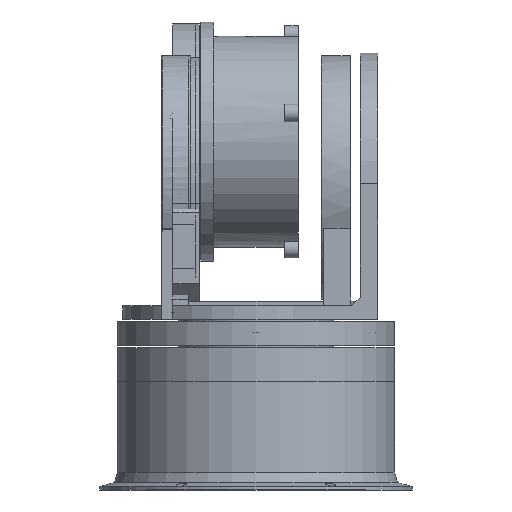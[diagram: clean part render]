
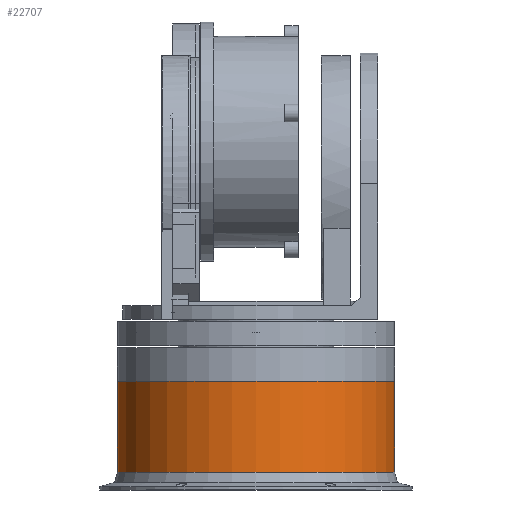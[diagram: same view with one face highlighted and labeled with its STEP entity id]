
A CAD part, front view. The second image highlights one B-rep face of the part: STEP entity #22707.
In plain terms, the highlighted cylindrical face has radius 62.5 mm (diameter 125 mm), a full revolution.
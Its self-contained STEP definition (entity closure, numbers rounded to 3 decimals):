
#19721 = VERTEX_POINT('',#19722);
#19722 = CARTESIAN_POINT('',(62.5,0.,-35.));
#19731 = CONICAL_SURFACE('',#19732,62.5,0.26);
#19732 = AXIS2_PLACEMENT_3D('',#19733,#19734,#19735);
#19733 = CARTESIAN_POINT('',(0.,0.,-35.));
#19734 = DIRECTION('',(-0.,0.,-1.));
#19735 = DIRECTION('',(1.,0.,0.));
#19750 = EDGE_CURVE('',#19721,#19721,#19751,.T.);
#19751 = SURFACE_CURVE('',#19752,(#19757,#19764),.PCURVE_S1.);
#19752 = CIRCLE('',#19753,62.5);
#19753 = AXIS2_PLACEMENT_3D('',#19754,#19755,#19756);
#19754 = CARTESIAN_POINT('',(0.,0.,-35.));
#19755 = DIRECTION('',(0.,0.,-1.));
#19756 = DIRECTION('',(1.,0.,0.));
#19757 = PCURVE('',#19731,#19758);
#19758 = DEFINITIONAL_REPRESENTATION('',(#19759),#19763);
#19759 = LINE('',#19760,#19761);
#19760 = CARTESIAN_POINT('',(0.,0.));
#19761 = VECTOR('',#19762,1.);
#19762 = DIRECTION('',(1.,0.));
#19763 = ( GEOMETRIC_REPRESENTATION_CONTEXT(2) 
PARAMETRIC_REPRESENTATION_CONTEXT() REPRESENTATION_CONTEXT('2D SPACE',''
  ) );
#19764 = PCURVE('',#19765,#19770);
#19765 = CYLINDRICAL_SURFACE('',#19766,62.5);
#19766 = AXIS2_PLACEMENT_3D('',#19767,#19768,#19769);
#19767 = CARTESIAN_POINT('',(0.,0.,0.));
#19768 = DIRECTION('',(-0.,-0.,-1.));
#19769 = DIRECTION('',(1.,0.,0.));
#19770 = DEFINITIONAL_REPRESENTATION('',(#19771),#19775);
#19771 = LINE('',#19772,#19773);
#19772 = CARTESIAN_POINT('',(-6.283,35.));
#19773 = VECTOR('',#19774,1.);
#19774 = DIRECTION('',(1.,-0.));
#19775 = ( GEOMETRIC_REPRESENTATION_CONTEXT(2) 
PARAMETRIC_REPRESENTATION_CONTEXT() REPRESENTATION_CONTEXT('2D SPACE',''
  ) );
#22707 = ADVANCED_FACE('',(#22708,#22761),#19765,.T.);
#22708 = FACE_BOUND('',#22709,.F.);
#22709 = EDGE_LOOP('',(#22710,#22732,#22759,#22760));
#22710 = ORIENTED_EDGE('',*,*,#22711,.F.);
#22711 = EDGE_CURVE('',#22712,#19721,#22714,.T.);
#22712 = VERTEX_POINT('',#22713);
#22713 = CARTESIAN_POINT('',(62.5,0.,6.));
#22714 = SEAM_CURVE('',#22715,(#22718,#22725),.PCURVE_S1.);
#22715 = B_SPLINE_CURVE_WITH_KNOTS('',1,(#22716,#22717),.UNSPECIFIED.,
  .F.,.F.,(2,2),(-6.,35.),.PIECEWISE_BEZIER_KNOTS.);
#22716 = CARTESIAN_POINT('',(62.5,0.,6.));
#22717 = CARTESIAN_POINT('',(62.5,0.,-35.));
#22718 = PCURVE('',#19765,#22719);
#22719 = DEFINITIONAL_REPRESENTATION('',(#22720),#22724);
#22720 = LINE('',#22721,#22722);
#22721 = CARTESIAN_POINT('',(-0.,0.));
#22722 = VECTOR('',#22723,1.);
#22723 = DIRECTION('',(-0.,1.));
#22724 = ( GEOMETRIC_REPRESENTATION_CONTEXT(2) 
PARAMETRIC_REPRESENTATION_CONTEXT() REPRESENTATION_CONTEXT('2D SPACE',''
  ) );
#22725 = PCURVE('',#19765,#22726);
#22726 = DEFINITIONAL_REPRESENTATION('',(#22727),#22731);
#22727 = LINE('',#22728,#22729);
#22728 = CARTESIAN_POINT('',(-6.283,0.));
#22729 = VECTOR('',#22730,1.);
#22730 = DIRECTION('',(-0.,1.));
#22731 = ( GEOMETRIC_REPRESENTATION_CONTEXT(2) 
PARAMETRIC_REPRESENTATION_CONTEXT() REPRESENTATION_CONTEXT('2D SPACE',''
  ) );
#22732 = ORIENTED_EDGE('',*,*,#22733,.T.);
#22733 = EDGE_CURVE('',#22712,#22712,#22734,.T.);
#22734 = SURFACE_CURVE('',#22735,(#22740,#22747),.PCURVE_S1.);
#22735 = CIRCLE('',#22736,62.5);
#22736 = AXIS2_PLACEMENT_3D('',#22737,#22738,#22739);
#22737 = CARTESIAN_POINT('',(0.,0.,6.));
#22738 = DIRECTION('',(0.,0.,1.));
#22739 = DIRECTION('',(1.,0.,0.));
#22740 = PCURVE('',#19765,#22741);
#22741 = DEFINITIONAL_REPRESENTATION('',(#22742),#22746);
#22742 = LINE('',#22743,#22744);
#22743 = CARTESIAN_POINT('',(-0.,-6.));
#22744 = VECTOR('',#22745,1.);
#22745 = DIRECTION('',(-1.,0.));
#22746 = ( GEOMETRIC_REPRESENTATION_CONTEXT(2) 
PARAMETRIC_REPRESENTATION_CONTEXT() REPRESENTATION_CONTEXT('2D SPACE',''
  ) );
#22747 = PCURVE('',#22748,#22753);
#22748 = PLANE('',#22749);
#22749 = AXIS2_PLACEMENT_3D('',#22750,#22751,#22752);
#22750 = CARTESIAN_POINT('',(0.,0.,6.));
#22751 = DIRECTION('',(0.,0.,1.));
#22752 = DIRECTION('',(1.,0.,0.));
#22753 = DEFINITIONAL_REPRESENTATION('',(#22754),#22758);
#22754 = CIRCLE('',#22755,62.5);
#22755 = AXIS2_PLACEMENT_2D('',#22756,#22757);
#22756 = CARTESIAN_POINT('',(0.,0.));
#22757 = DIRECTION('',(1.,0.));
#22758 = ( GEOMETRIC_REPRESENTATION_CONTEXT(2) 
PARAMETRIC_REPRESENTATION_CONTEXT() REPRESENTATION_CONTEXT('2D SPACE',''
  ) );
#22759 = ORIENTED_EDGE('',*,*,#22711,.T.);
#22760 = ORIENTED_EDGE('',*,*,#19750,.T.);
#22761 = FACE_BOUND('',#22762,.F.);
#22762 = EDGE_LOOP('',(#22763,#22793,#22826,#22854));
#22763 = ORIENTED_EDGE('',*,*,#22764,.F.);
#22764 = EDGE_CURVE('',#22765,#22767,#22769,.T.);
#22765 = VERTEX_POINT('',#22766);
#22766 = CARTESIAN_POINT('',(-7.5,62.048,-15.337));
#22767 = VERTEX_POINT('',#22768);
#22768 = CARTESIAN_POINT('',(-7.5,62.048,-23.337));
#22769 = SURFACE_CURVE('',#22770,(#22774,#22781),.PCURVE_S1.);
#22770 = LINE('',#22771,#22772);
#22771 = CARTESIAN_POINT('',(-7.5,62.048,0.));
#22772 = VECTOR('',#22773,1.);
#22773 = DIRECTION('',(-0.,-0.,-1.));
#22774 = PCURVE('',#19765,#22775);
#22775 = DEFINITIONAL_REPRESENTATION('',(#22776),#22780);
#22776 = LINE('',#22777,#22778);
#22777 = CARTESIAN_POINT('',(-1.691,0.));
#22778 = VECTOR('',#22779,1.);
#22779 = DIRECTION('',(-0.,1.));
#22780 = ( GEOMETRIC_REPRESENTATION_CONTEXT(2) 
PARAMETRIC_REPRESENTATION_CONTEXT() REPRESENTATION_CONTEXT('2D SPACE',''
  ) );
#22781 = PCURVE('',#22782,#22787);
#22782 = PLANE('',#22783);
#22783 = AXIS2_PLACEMENT_3D('',#22784,#22785,#22786);
#22784 = CARTESIAN_POINT('',(-7.5,0.,-15.337));
#22785 = DIRECTION('',(-1.,0.,0.));
#22786 = DIRECTION('',(-0.,0.,-1.));
#22787 = DEFINITIONAL_REPRESENTATION('',(#22788),#22792);
#22788 = LINE('',#22789,#22790);
#22789 = CARTESIAN_POINT('',(-15.337,-62.048));
#22790 = VECTOR('',#22791,1.);
#22791 = DIRECTION('',(1.,0.));
#22792 = ( GEOMETRIC_REPRESENTATION_CONTEXT(2) 
PARAMETRIC_REPRESENTATION_CONTEXT() REPRESENTATION_CONTEXT('2D SPACE',''
  ) );
#22793 = ORIENTED_EDGE('',*,*,#22794,.T.);
#22794 = EDGE_CURVE('',#22765,#22795,#22797,.T.);
#22795 = VERTEX_POINT('',#22796);
#22796 = CARTESIAN_POINT('',(7.5,62.048,-15.337));
#22797 = SURFACE_CURVE('',#22798,(#22803,#22810),.PCURVE_S1.);
#22798 = CIRCLE('',#22799,62.5);
#22799 = AXIS2_PLACEMENT_3D('',#22800,#22801,#22802);
#22800 = CARTESIAN_POINT('',(0.,0.,-15.337));
#22801 = DIRECTION('',(0.,0.,-1.));
#22802 = DIRECTION('',(1.,0.,0.));
#22803 = PCURVE('',#19765,#22804);
#22804 = DEFINITIONAL_REPRESENTATION('',(#22805),#22809);
#22805 = LINE('',#22806,#22807);
#22806 = CARTESIAN_POINT('',(-6.283,15.337));
#22807 = VECTOR('',#22808,1.);
#22808 = DIRECTION('',(1.,-0.));
#22809 = ( GEOMETRIC_REPRESENTATION_CONTEXT(2) 
PARAMETRIC_REPRESENTATION_CONTEXT() REPRESENTATION_CONTEXT('2D SPACE',''
  ) );
#22810 = PCURVE('',#22811,#22816);
#22811 = PLANE('',#22812);
#22812 = AXIS2_PLACEMENT_3D('',#22813,#22814,#22815);
#22813 = CARTESIAN_POINT('',(7.5,0.,-15.337));
#22814 = DIRECTION('',(0.,0.,1.));
#22815 = DIRECTION('',(-1.,0.,0.));
#22816 = DEFINITIONAL_REPRESENTATION('',(#22817),#22825);
#22817 = ( BOUNDED_CURVE() B_SPLINE_CURVE(2,(#22818,#22819,#22820,#22821
    ,#22822,#22823,#22824),.UNSPECIFIED.,.T.,.F.) 
B_SPLINE_CURVE_WITH_KNOTS((1,2,2,2,2,1),(-2.094,0.,
    2.094,4.189,6.283,8.378),
.UNSPECIFIED.) CURVE() GEOMETRIC_REPRESENTATION_ITEM() 
RATIONAL_B_SPLINE_CURVE((1.,0.5,1.,0.5,1.,0.5,1.)) REPRESENTATION_ITEM(
  '') );
#22818 = CARTESIAN_POINT('',(-55.,0.));
#22819 = CARTESIAN_POINT('',(-55.,108.253));
#22820 = CARTESIAN_POINT('',(38.75,54.127));
#22821 = CARTESIAN_POINT('',(132.5,0.));
#22822 = CARTESIAN_POINT('',(38.75,-54.127));
#22823 = CARTESIAN_POINT('',(-55.,-108.253));
#22824 = CARTESIAN_POINT('',(-55.,0.));
#22825 = ( GEOMETRIC_REPRESENTATION_CONTEXT(2) 
PARAMETRIC_REPRESENTATION_CONTEXT() REPRESENTATION_CONTEXT('2D SPACE',''
  ) );
#22826 = ORIENTED_EDGE('',*,*,#22827,.T.);
#22827 = EDGE_CURVE('',#22795,#22828,#22830,.T.);
#22828 = VERTEX_POINT('',#22829);
#22829 = CARTESIAN_POINT('',(7.5,62.048,-23.337));
#22830 = SURFACE_CURVE('',#22831,(#22835,#22842),.PCURVE_S1.);
#22831 = LINE('',#22832,#22833);
#22832 = CARTESIAN_POINT('',(7.5,62.048,0.));
#22833 = VECTOR('',#22834,1.);
#22834 = DIRECTION('',(-0.,-0.,-1.));
#22835 = PCURVE('',#19765,#22836);
#22836 = DEFINITIONAL_REPRESENTATION('',(#22837),#22841);
#22837 = LINE('',#22838,#22839);
#22838 = CARTESIAN_POINT('',(-1.451,0.));
#22839 = VECTOR('',#22840,1.);
#22840 = DIRECTION('',(-0.,1.));
#22841 = ( GEOMETRIC_REPRESENTATION_CONTEXT(2) 
PARAMETRIC_REPRESENTATION_CONTEXT() REPRESENTATION_CONTEXT('2D SPACE',''
  ) );
#22842 = PCURVE('',#22843,#22848);
#22843 = PLANE('',#22844);
#22844 = AXIS2_PLACEMENT_3D('',#22845,#22846,#22847);
#22845 = CARTESIAN_POINT('',(7.5,0.,-23.337));
#22846 = DIRECTION('',(1.,0.,0.));
#22847 = DIRECTION('',(0.,0.,1.));
#22848 = DEFINITIONAL_REPRESENTATION('',(#22849),#22853);
#22849 = LINE('',#22850,#22851);
#22850 = CARTESIAN_POINT('',(23.337,-62.048));
#22851 = VECTOR('',#22852,1.);
#22852 = DIRECTION('',(-1.,0.));
#22853 = ( GEOMETRIC_REPRESENTATION_CONTEXT(2) 
PARAMETRIC_REPRESENTATION_CONTEXT() REPRESENTATION_CONTEXT('2D SPACE',''
  ) );
#22854 = ORIENTED_EDGE('',*,*,#22855,.F.);
#22855 = EDGE_CURVE('',#22767,#22828,#22856,.T.);
#22856 = SURFACE_CURVE('',#22857,(#22862,#22869),.PCURVE_S1.);
#22857 = CIRCLE('',#22858,62.5);
#22858 = AXIS2_PLACEMENT_3D('',#22859,#22860,#22861);
#22859 = CARTESIAN_POINT('',(0.,0.,-23.337));
#22860 = DIRECTION('',(0.,0.,-1.));
#22861 = DIRECTION('',(1.,0.,0.));
#22862 = PCURVE('',#19765,#22863);
#22863 = DEFINITIONAL_REPRESENTATION('',(#22864),#22868);
#22864 = LINE('',#22865,#22866);
#22865 = CARTESIAN_POINT('',(-6.283,23.337));
#22866 = VECTOR('',#22867,1.);
#22867 = DIRECTION('',(1.,-0.));
#22868 = ( GEOMETRIC_REPRESENTATION_CONTEXT(2) 
PARAMETRIC_REPRESENTATION_CONTEXT() REPRESENTATION_CONTEXT('2D SPACE',''
  ) );
#22869 = PCURVE('',#22870,#22875);
#22870 = PLANE('',#22871);
#22871 = AXIS2_PLACEMENT_3D('',#22872,#22873,#22874);
#22872 = CARTESIAN_POINT('',(-7.5,0.,-23.337));
#22873 = DIRECTION('',(0.,0.,-1.));
#22874 = DIRECTION('',(1.,0.,0.));
#22875 = DEFINITIONAL_REPRESENTATION('',(#22876),#22880);
#22876 = CIRCLE('',#22877,62.5);
#22877 = AXIS2_PLACEMENT_2D('',#22878,#22879);
#22878 = CARTESIAN_POINT('',(7.5,0.));
#22879 = DIRECTION('',(1.,0.));
#22880 = ( GEOMETRIC_REPRESENTATION_CONTEXT(2) 
PARAMETRIC_REPRESENTATION_CONTEXT() REPRESENTATION_CONTEXT('2D SPACE',''
  ) );
